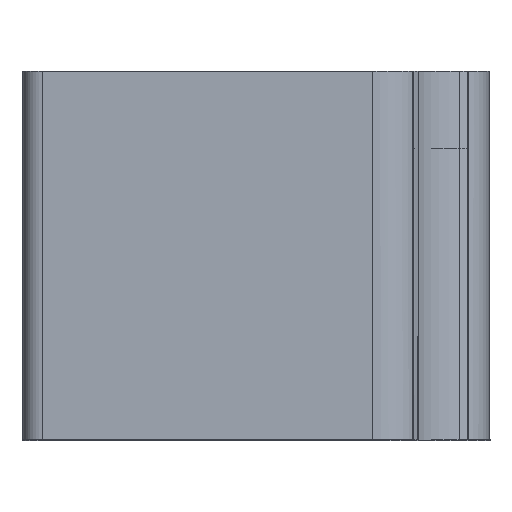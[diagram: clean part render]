
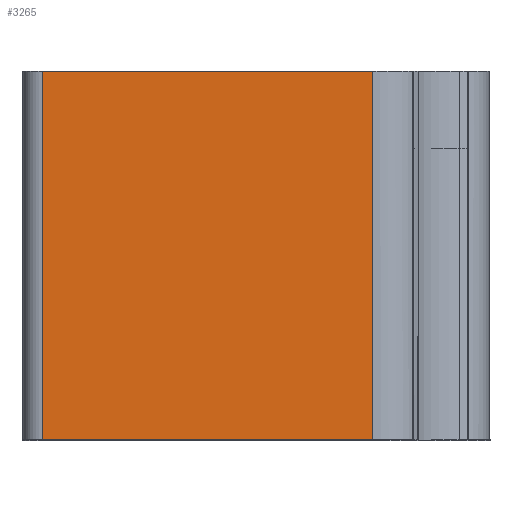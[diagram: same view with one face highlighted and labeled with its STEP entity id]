
A CAD part, left-side view. The second image highlights one B-rep face of the part: STEP entity #3265.
In plain terms, the highlighted planar face has unit normal (-1, 0, 0).
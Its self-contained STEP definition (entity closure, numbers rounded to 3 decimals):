
#3030=CARTESIAN_POINT('',(-2.4,-1.2,3.81));
#3031=VERTEX_POINT('',#3030);
#3039=CARTESIAN_POINT('',(-2.4,-1.2,0.01));
#3040=VERTEX_POINT('',#3039);
#3041=CARTESIAN_POINT('',(-2.4,-1.2,3.81));
#3042=DIRECTION('',(0.0,0.0,-1.0));
#3043=VECTOR('',#3042,3.8);
#3044=LINE('',#3041,#3043);
#3045=EDGE_CURVE('',#3040,#3031,#3044,.F.);
#3106=CARTESIAN_POINT('',(-2.4,2.2,3.81));
#3107=VERTEX_POINT('',#3106);
#3115=CARTESIAN_POINT('',(-2.4,2.2,3.81));
#3116=DIRECTION('',(0.0,-1.0,0.0));
#3117=VECTOR('',#3116,3.4);
#3118=LINE('',#3115,#3117);
#3119=EDGE_CURVE('',#3107,#3031,#3118,.T.);
#3191=CARTESIAN_POINT('',(-2.4,2.2,0.01));
#3192=VERTEX_POINT('',#3191);
#3193=CARTESIAN_POINT('',(-2.4,2.2,0.01));
#3194=DIRECTION('',(0.0,-1.0,0.0));
#3195=VECTOR('',#3194,3.4);
#3196=LINE('',#3193,#3195);
#3197=EDGE_CURVE('',#3192,#3040,#3196,.T.);
#3249=CARTESIAN_POINT('',(-2.4,2.37,-0.18));
#3250=DIRECTION('',(1.0,0.0,0.0));
#3251=DIRECTION('',(0.0,0.0,1.0));
#3252=AXIS2_PLACEMENT_3D('',#3249,#3250,#3251);
#3253=PLANE('',#3252);
#3254=ORIENTED_EDGE('',*,*,#3197,.T.);
#3255=ORIENTED_EDGE('',*,*,#3045,.T.);
#3256=ORIENTED_EDGE('',*,*,#3119,.F.);
#3257=CARTESIAN_POINT('',(-2.4,2.2,3.81));
#3258=DIRECTION('',(0.0,0.0,-1.0));
#3259=VECTOR('',#3258,3.8);
#3260=LINE('',#3257,#3259);
#3261=EDGE_CURVE('',#3107,#3192,#3260,.T.);
#3262=ORIENTED_EDGE('',*,*,#3261,.T.);
#3263=EDGE_LOOP('',(#3254,#3255,#3256,#3262));
#3264=FACE_OUTER_BOUND('',#3263,.T.);
#3265=ADVANCED_FACE('',(#3264),#3253,.F.);
